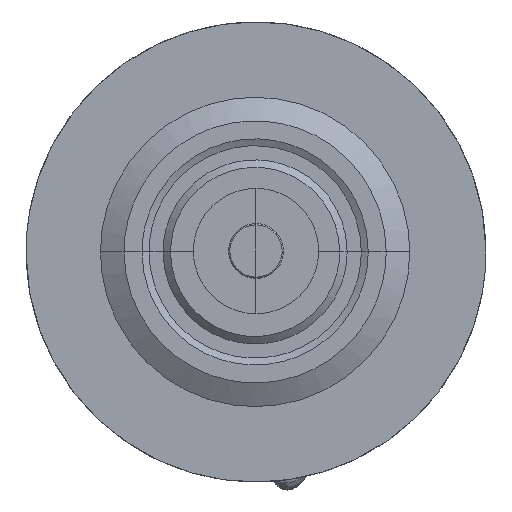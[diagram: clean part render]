
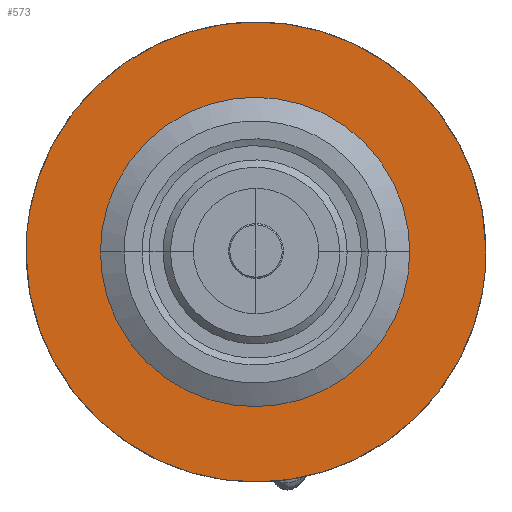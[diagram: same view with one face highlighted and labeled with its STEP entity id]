
A CAD part, top view. The second image highlights one B-rep face of the part: STEP entity #573.
In plain terms, the highlighted planar face has unit normal (0, 0, 1).
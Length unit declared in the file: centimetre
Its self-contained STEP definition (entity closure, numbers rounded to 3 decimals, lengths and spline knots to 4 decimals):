
#96=(
BOUNDED_CURVE()
B_SPLINE_CURVE(2,(#9831,#9832,#9833,#9834,#9835),.UNSPECIFIED.,.F.,.F.)
B_SPLINE_CURVE_WITH_KNOTS((3,2,3),(1727.876,2591.8139,3455.7519),
.UNSPECIFIED.)
CURVE()
GEOMETRIC_REPRESENTATION_ITEM()
RATIONAL_B_SPLINE_CURVE((1.,0.707,1.,0.707,1.))
REPRESENTATION_ITEM($)
);
#98=(
BOUNDED_CURVE()
B_SPLINE_CURVE(2,(#9841,#9842,#9843,#9844,#9845),.UNSPECIFIED.,.F.,.F.)
B_SPLINE_CURVE_WITH_KNOTS((3,2,3),(0.,863.938,1727.876),
.UNSPECIFIED.)
CURVE()
GEOMETRIC_REPRESENTATION_ITEM()
RATIONAL_B_SPLINE_CURVE((1.,0.707,1.,0.707,1.))
REPRESENTATION_ITEM($)
);
#573=ADVANCED_FACE($,(#941),#5200,.T.);
#941=FACE_OUTER_BOUND($,#1309,.T.);
#1309=EDGE_LOOP($,(#2084,#2085));
#2084=ORIENTED_EDGE($,*,*,#3731,.T.);
#2085=ORIENTED_EDGE($,*,*,#3729,.T.);
#3729=EDGE_CURVE($,#4647,#4644,#96,.T.);
#3731=EDGE_CURVE($,#4644,#4647,#98,.T.);
#4644=VERTEX_POINT($,#9915);
#4647=VERTEX_POINT($,#9918);
#5200=PLANE($,#6351);
#6351=AXIS2_PLACEMENT_3D($,#9913,#6478,$);
#6478=DIRECTION($,(0.,0.,1.));
#9831=CARTESIAN_POINT($,(-54.9993,-0.007,-40.2509));
#9832=CARTESIAN_POINT($,(-54.9993,-55.007,-40.2509));
#9833=CARTESIAN_POINT($,(0.0007,-55.007,-40.2509));
#9834=CARTESIAN_POINT($,(55.0007,-55.007,-40.2509));
#9835=CARTESIAN_POINT($,(55.0007,-0.007,-40.2509));
#9841=CARTESIAN_POINT($,(55.0007,-0.007,-40.2509));
#9842=CARTESIAN_POINT($,(55.0007,54.993,-40.2509));
#9843=CARTESIAN_POINT($,(0.0007,54.993,-40.2509));
#9844=CARTESIAN_POINT($,(-54.9993,54.993,-40.2509));
#9845=CARTESIAN_POINT($,(-54.9993,-0.007,-40.2509));
#9913=CARTESIAN_POINT($,(-54.9993,-55.007,-40.2509));
#9915=CARTESIAN_POINT($,(55.0007,-0.007,-40.2509));
#9918=CARTESIAN_POINT($,(-54.9993,-0.007,-40.2509));
